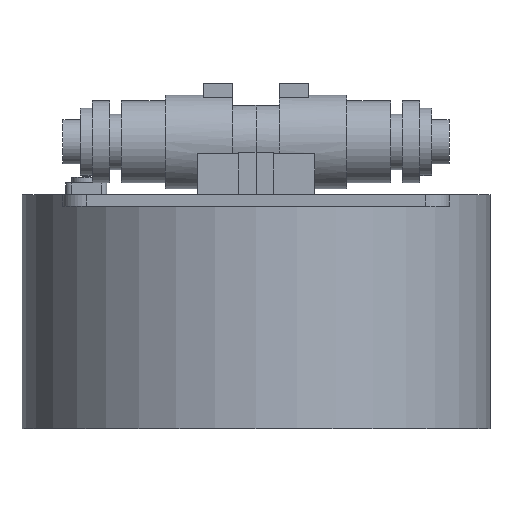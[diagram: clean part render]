
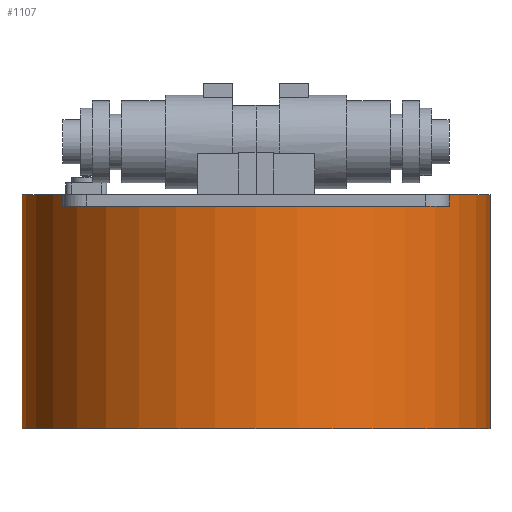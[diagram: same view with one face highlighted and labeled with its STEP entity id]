
A CAD part, left-side view. The second image highlights one B-rep face of the part: STEP entity #1107.
In plain terms, the highlighted cylindrical face has radius 40 mm (diameter 80 mm), a full revolution.
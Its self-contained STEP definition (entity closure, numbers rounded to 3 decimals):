
#123=FACE_OUTER_BOUND('',#194,.T.);
#194=EDGE_LOOP('',(#829,#830,#831,#832));
#279=LINE('',#1878,#368);
#368=VECTOR('',#1547,40.);
#447=CIRCLE('',#1330,40.);
#448=CIRCLE('',#1331,40.);
#515=VERTEX_POINT('',#1875);
#516=VERTEX_POINT('',#1877);
#629=EDGE_CURVE('',#515,#515,#447,.T.);
#630=EDGE_CURVE('',#515,#516,#279,.T.);
#631=EDGE_CURVE('',#516,#516,#448,.T.);
#829=ORIENTED_EDGE('',*,*,#629,.F.);
#830=ORIENTED_EDGE('',*,*,#630,.T.);
#831=ORIENTED_EDGE('',*,*,#631,.F.);
#832=ORIENTED_EDGE('',*,*,#630,.F.);
#1006=CYLINDRICAL_SURFACE('',#1329,40.);
#1107=ADVANCED_FACE('',(#123),#1006,.T.);
#1329=AXIS2_PLACEMENT_3D('',#1874,#1543,#1544);
#1330=AXIS2_PLACEMENT_3D('',#1876,#1545,#1546);
#1331=AXIS2_PLACEMENT_3D('',#1879,#1548,#1549);
#1543=DIRECTION('center_axis',(0.,0.,-1.));
#1544=DIRECTION('ref_axis',(1.,0.,0.));
#1545=DIRECTION('center_axis',(0.,0.,-1.));
#1546=DIRECTION('ref_axis',(1.,0.,0.));
#1547=DIRECTION('',(0.,0.,1.));
#1548=DIRECTION('center_axis',(0.,0.,1.));
#1549=DIRECTION('ref_axis',(1.,0.,0.));
#1874=CARTESIAN_POINT('Origin',(0.,0.,2.));
#1875=CARTESIAN_POINT('',(-40.,0.,-38.));
#1876=CARTESIAN_POINT('Origin',(0.,0.,-38.));
#1877=CARTESIAN_POINT('',(-40.,0.,2.));
#1878=CARTESIAN_POINT('',(-40.,0.,2.));
#1879=CARTESIAN_POINT('Origin',(0.,0.,2.));
